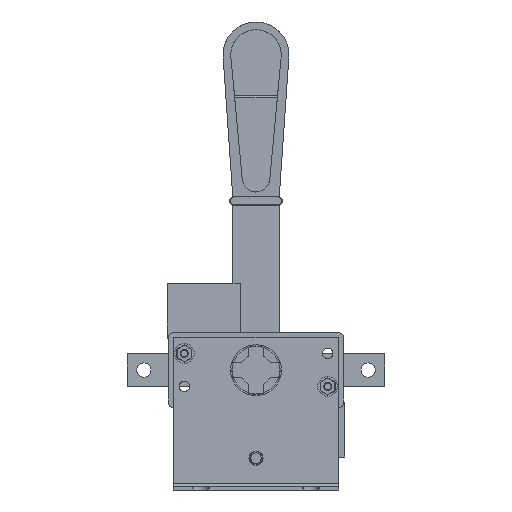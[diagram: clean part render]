
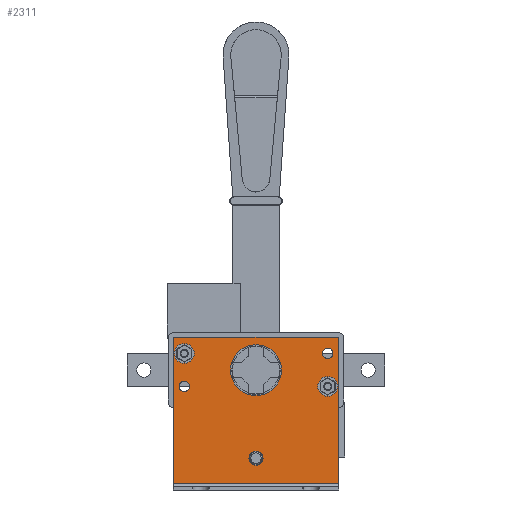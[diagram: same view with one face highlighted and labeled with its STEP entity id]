
A CAD part, left-side view. The second image highlights one B-rep face of the part: STEP entity #2311.
In plain terms, the highlighted planar face has unit normal (-1, 0, 0).
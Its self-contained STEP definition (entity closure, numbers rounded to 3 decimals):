
#196 = AXIS2_PLACEMENT_3D ( 'NONE', #22170, #6304, #13358 ) ;
#290 = FACE_BOUND ( 'NONE', #9964, .T. ) ;
#612 = CARTESIAN_POINT ( 'NONE',  ( -68.55, 37.6, 2.8 ) ) ;
#847 = VERTEX_POINT ( 'NONE', #14888 ) ;
#1092 = CARTESIAN_POINT ( 'NONE',  ( -68.55, 32.6, 62.1 ) ) ;
#1485 = ORIENTED_EDGE ( 'NONE', *, *, #13547, .T. ) ;
#1638 = DIRECTION ( 'NONE',  ( -1., 0., 0. ) ) ;
#1717 = ORIENTED_EDGE ( 'NONE', *, *, #2150, .F. ) ;
#1764 = ORIENTED_EDGE ( 'NONE', *, *, #9836, .T. ) ;
#1936 = AXIS2_PLACEMENT_3D ( 'NONE', #17394, #14147, #3630 ) ;
#2053 = CIRCLE ( 'NONE', #196, 11.55 ) ;
#2150 = EDGE_CURVE ( 'NONE', #21485, #17729, #22756, .T. ) ;
#2218 = DIRECTION ( 'NONE',  ( 0., 0., -1. ) ) ;
#2311 = ADVANCED_FACE ( 'NONE', ( #19636, #290, #7345, #5511, #3776, #21480, #3540 ), #19404, .F. ) ;
#2597 = EDGE_CURVE ( 'NONE', #18380, #18380, #2053, .T. ) ;
#2611 = ORIENTED_EDGE ( 'NONE', *, *, #7403, .F. ) ;
#2688 = EDGE_CURVE ( 'NONE', #18717, #18717, #15617, .T. ) ;
#3090 = VERTEX_POINT ( 'NONE', #3327 ) ;
#3229 = DIRECTION ( 'NONE',  ( 0., -1., 0. ) ) ;
#3307 = CARTESIAN_POINT ( 'NONE',  ( -68.55, 37.6, 69.3 ) ) ;
#3327 = CARTESIAN_POINT ( 'NONE',  ( -68.55, 30.2, 47.1 ) ) ;
#3376 = VERTEX_POINT ( 'NONE', #612 ) ;
#3516 = ORIENTED_EDGE ( 'NONE', *, *, #20036, .T. ) ;
#3540 = FACE_OUTER_BOUND ( 'NONE', #15483, .T. ) ;
#3581 = ORIENTED_EDGE ( 'NONE', *, *, #12819, .F. ) ;
#3630 = DIRECTION ( 'NONE',  ( 0., -1., 0. ) ) ;
#3776 = FACE_BOUND ( 'NONE', #15151, .T. ) ;
#3906 = CARTESIAN_POINT ( 'NONE',  ( -68.55, -35., 47.1 ) ) ;
#4169 = CIRCLE ( 'NONE', #9312, 0.2 ) ;
#4226 = AXIS2_PLACEMENT_3D ( 'NONE', #22789, #15620, #17461 ) ;
#4492 = CARTESIAN_POINT ( 'NONE',  ( -68.55, -3.2, 14.5 ) ) ;
#4552 = CIRCLE ( 'NONE', #21558, 2.4 ) ;
#5120 = ORIENTED_EDGE ( 'NONE', *, *, #12314, .F. ) ;
#5159 = DIRECTION ( 'NONE',  ( 0., 1., 0. ) ) ;
#5174 = VERTEX_POINT ( 'NONE', #20684 ) ;
#5511 = FACE_BOUND ( 'NONE', #7897, .T. ) ;
#5569 = CARTESIAN_POINT ( 'NONE',  ( -68.55, -37.4, 69.5 ) ) ;
#5859 = VERTEX_POINT ( 'NONE', #3906 ) ;
#6304 = DIRECTION ( 'NONE',  ( -1., 0., 0. ) ) ;
#6934 = DIRECTION ( 'NONE',  ( -1., 0., 0. ) ) ;
#7345 = FACE_BOUND ( 'NONE', #8573, .T. ) ;
#7403 = EDGE_CURVE ( 'NONE', #3090, #3090, #17132, .T. ) ;
#7748 = EDGE_CURVE ( 'NONE', #5174, #5174, #12733, .T. ) ;
#7897 = EDGE_LOOP ( 'NONE', ( #8230 ) ) ;
#8029 = DIRECTION ( 'NONE',  ( -1., 0., 0. ) ) ;
#8230 = ORIENTED_EDGE ( 'NONE', *, *, #19783, .F. ) ;
#8573 = EDGE_LOOP ( 'NONE', ( #12305 ) ) ;
#9026 = CARTESIAN_POINT ( 'NONE',  ( -68.55, -37.6, 69.5 ) ) ;
#9312 = AXIS2_PLACEMENT_3D ( 'NONE', #22927, #6934, #13999 ) ;
#9836 = EDGE_CURVE ( 'NONE', #15671, #3376, #13708, .T. ) ;
#9880 = DIRECTION ( 'NONE',  ( 0., -1., 0. ) ) ;
#9915 = AXIS2_PLACEMENT_3D ( 'NONE', #14781, #21850, #20117 ) ;
#9964 = EDGE_LOOP ( 'NONE', ( #2611 ) ) ;
#10086 = AXIS2_PLACEMENT_3D ( 'NONE', #17606, #1638, #15415 ) ;
#10462 = DIRECTION ( 'NONE',  ( 1., 0., 0. ) ) ;
#11435 = VERTEX_POINT ( 'NONE', #12110 ) ;
#12110 = CARTESIAN_POINT ( 'NONE',  ( -68.55, -37.6, 2.8 ) ) ;
#12244 = DIRECTION ( 'NONE',  ( -1., 0., 0. ) ) ;
#12305 = ORIENTED_EDGE ( 'NONE', *, *, #7748, .F. ) ;
#12314 = EDGE_CURVE ( 'NONE', #847, #11435, #12635, .T. ) ;
#12580 = CARTESIAN_POINT ( 'NONE',  ( -68.55, 30.2, 62.1 ) ) ;
#12635 = LINE ( 'NONE', #9026, #12683 ) ;
#12683 = VECTOR ( 'NONE', #2218, 1000. ) ;
#12733 = CIRCLE ( 'NONE', #4226, 2.4 ) ;
#12819 = EDGE_CURVE ( 'NONE', #19877, #19877, #4552, .T. ) ;
#12880 = ORIENTED_EDGE ( 'NONE', *, *, #13777, .T. ) ;
#13358 = DIRECTION ( 'NONE',  ( 0., -1., 0. ) ) ;
#13547 = EDGE_CURVE ( 'NONE', #3376, #11435, #19937, .T. ) ;
#13628 = AXIS2_PLACEMENT_3D ( 'NONE', #22562, #12244, #3229 ) ;
#13708 = LINE ( 'NONE', #18808, #13745 ) ;
#13745 = VECTOR ( 'NONE', #17181, 1000. ) ;
#13777 = EDGE_CURVE ( 'NONE', #21485, #15671, #4169, .T. ) ;
#13999 = DIRECTION ( 'NONE',  ( 0., 1., 0. ) ) ;
#14135 = EDGE_LOOP ( 'NONE', ( #3581 ) ) ;
#14147 = DIRECTION ( 'NONE',  ( -1., 0., 0. ) ) ;
#14781 = CARTESIAN_POINT ( 'NONE',  ( -68.55, -37.4, 69.3 ) ) ;
#14888 = CARTESIAN_POINT ( 'NONE',  ( -68.55, -37.6, 69.3 ) ) ;
#15151 = EDGE_LOOP ( 'NONE', ( #17118 ) ) ;
#15415 = DIRECTION ( 'NONE',  ( 0., -1., 0. ) ) ;
#15483 = EDGE_LOOP ( 'NONE', ( #5120, #3516, #1717, #12880, #1764, #1485 ) ) ;
#15617 = CIRCLE ( 'NONE', #1936, 3.2 ) ;
#15620 = DIRECTION ( 'NONE',  ( -1., 0., 0. ) ) ;
#15671 = VERTEX_POINT ( 'NONE', #3307 ) ;
#16163 = CARTESIAN_POINT ( 'NONE',  ( -68.55, 37.6, 69.5 ) ) ;
#16363 = VECTOR ( 'NONE', #19711, 1000. ) ;
#16733 = DIRECTION ( 'NONE',  ( 0., -1., 0. ) ) ;
#17118 = ORIENTED_EDGE ( 'NONE', *, *, #2597, .F. ) ;
#17132 = CIRCLE ( 'NONE', #10086, 2.4 ) ;
#17181 = DIRECTION ( 'NONE',  ( 0., 0., -1. ) ) ;
#17394 = CARTESIAN_POINT ( 'NONE',  ( -68.55, 0., 14.5 ) ) ;
#17395 = AXIS2_PLACEMENT_3D ( 'NONE', #16163, #10462, #5159 ) ;
#17461 = DIRECTION ( 'NONE',  ( 0., -1., 0. ) ) ;
#17606 = CARTESIAN_POINT ( 'NONE',  ( -68.55, 32.6, 47.1 ) ) ;
#17632 = VECTOR ( 'NONE', #9880, 1000. ) ;
#17729 = VERTEX_POINT ( 'NONE', #5569 ) ;
#17964 = ORIENTED_EDGE ( 'NONE', *, *, #2688, .F. ) ;
#18188 = CARTESIAN_POINT ( 'NONE',  ( -68.55, -37.6, 2.8 ) ) ;
#18380 = VERTEX_POINT ( 'NONE', #18494 ) ;
#18494 = CARTESIAN_POINT ( 'NONE',  ( -68.55, -11.55, 54.5 ) ) ;
#18717 = VERTEX_POINT ( 'NONE', #4492 ) ;
#18796 = EDGE_LOOP ( 'NONE', ( #17964 ) ) ;
#18808 = CARTESIAN_POINT ( 'NONE',  ( -68.55, 37.6, 69.5 ) ) ;
#18819 = CARTESIAN_POINT ( 'NONE',  ( -68.55, 37.6, 69.5 ) ) ;
#19404 = PLANE ( 'NONE',  #17395 ) ;
#19636 = FACE_BOUND ( 'NONE', #18796, .T. ) ;
#19711 = DIRECTION ( 'NONE',  ( 0., -1., 0. ) ) ;
#19783 = EDGE_CURVE ( 'NONE', #5859, #5859, #21790, .T. ) ;
#19877 = VERTEX_POINT ( 'NONE', #12580 ) ;
#19937 = LINE ( 'NONE', #18188, #16363 ) ;
#19943 = CIRCLE ( 'NONE', #9915, 0.2 ) ;
#20036 = EDGE_CURVE ( 'NONE', #847, #17729, #19943, .T. ) ;
#20117 = DIRECTION ( 'NONE',  ( 0., 1., 0. ) ) ;
#20684 = CARTESIAN_POINT ( 'NONE',  ( -68.55, -35., 62.1 ) ) ;
#21031 = CARTESIAN_POINT ( 'NONE',  ( -68.55, 37.4, 69.5 ) ) ;
#21480 = FACE_BOUND ( 'NONE', #14135, .T. ) ;
#21485 = VERTEX_POINT ( 'NONE', #21031 ) ;
#21558 = AXIS2_PLACEMENT_3D ( 'NONE', #1092, #8029, #16733 ) ;
#21790 = CIRCLE ( 'NONE', #13628, 2.4 ) ;
#21850 = DIRECTION ( 'NONE',  ( -1., 0., 0. ) ) ;
#22170 = CARTESIAN_POINT ( 'NONE',  ( -68.55, 0., 54.5 ) ) ;
#22562 = CARTESIAN_POINT ( 'NONE',  ( -68.55, -32.6, 47.1 ) ) ;
#22756 = LINE ( 'NONE', #18819, #17632 ) ;
#22789 = CARTESIAN_POINT ( 'NONE',  ( -68.55, -32.6, 62.1 ) ) ;
#22927 = CARTESIAN_POINT ( 'NONE',  ( -68.55, 37.4, 69.3 ) ) ;
